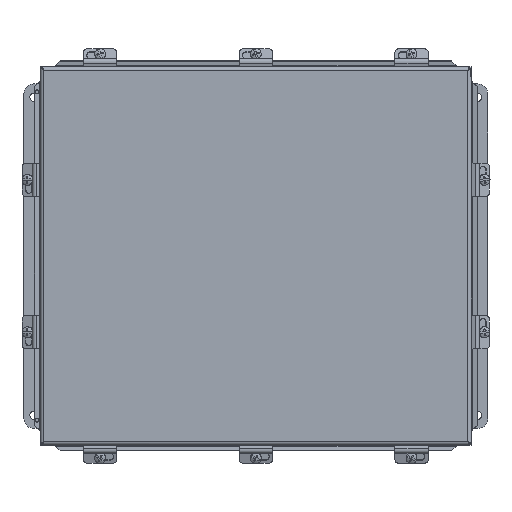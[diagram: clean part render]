
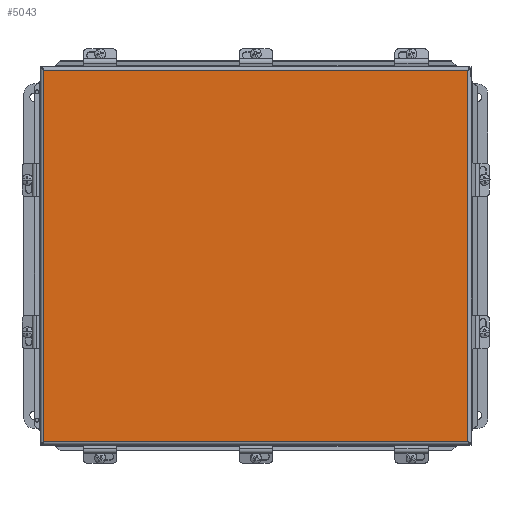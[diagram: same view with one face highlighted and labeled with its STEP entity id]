
A CAD part, top view. The second image highlights one B-rep face of the part: STEP entity #5043.
In plain terms, the highlighted planar face has unit normal (0, 0, 1).
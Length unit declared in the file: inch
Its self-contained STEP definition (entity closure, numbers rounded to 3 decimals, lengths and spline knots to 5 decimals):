
#683=PLANE('',#5618);
#941=LINE('',#7922,#1422);
#974=LINE('',#8165,#1455);
#1076=LINE('',#8612,#1557);
#1077=LINE('',#8614,#1558);
#1422=VECTOR('',#6294,0.3937);
#1455=VECTOR('',#6347,0.3937);
#1557=VECTOR('',#6621,0.3937);
#1558=VECTOR('',#6624,0.3937);
#1945=FACE_OUTER_BOUND('',#2243,.T.);
#2243=EDGE_LOOP('',(#4456,#4457,#4458,#4459));
#2603=VERTEX_POINT('',#7643);
#2634=VERTEX_POINT('',#7791);
#2662=VERTEX_POINT('',#7921);
#2674=VERTEX_POINT('',#8078);
#3148=EDGE_CURVE('',#2662,#2634,#941,.T.);
#3190=EDGE_CURVE('',#2603,#2674,#974,.T.);
#3328=EDGE_CURVE('',#2634,#2603,#1076,.T.);
#3329=EDGE_CURVE('',#2674,#2662,#1077,.T.);
#4456=ORIENTED_EDGE('',*,*,#3328,.T.);
#4457=ORIENTED_EDGE('',*,*,#3190,.T.);
#4458=ORIENTED_EDGE('',*,*,#3329,.T.);
#4459=ORIENTED_EDGE('',*,*,#3148,.T.);
#5043=ADVANCED_FACE('',(#1945),#683,.T.);
#5618=AXIS2_PLACEMENT_3D('',#8615,#6625,#6626);
#6294=DIRECTION('',(0.,-1.,0.));
#6347=DIRECTION('',(0.,1.,0.));
#6621=DIRECTION('',(1.,0.,0.));
#6624=DIRECTION('',(-1.,0.,0.));
#6625=DIRECTION('center_axis',(0.,0.,1.));
#6626=DIRECTION('ref_axis',(1.,0.,0.));
#7643=CARTESIAN_POINT('',(7.0035,-8.0035,0.059));
#7791=CARTESIAN_POINT('',(-7.0035,-8.0035,0.059));
#7921=CARTESIAN_POINT('',(-7.0035,8.0035,0.059));
#7922=CARTESIAN_POINT('',(-7.0035,4.00175,0.059));
#8078=CARTESIAN_POINT('',(7.0035,8.0035,0.059));
#8165=CARTESIAN_POINT('',(7.0035,-4.00175,0.059));
#8612=CARTESIAN_POINT('',(-3.50175,-8.0035,0.059));
#8614=CARTESIAN_POINT('',(3.50175,8.0035,0.059));
#8615=CARTESIAN_POINT('Origin',(0.,0.,0.059));
